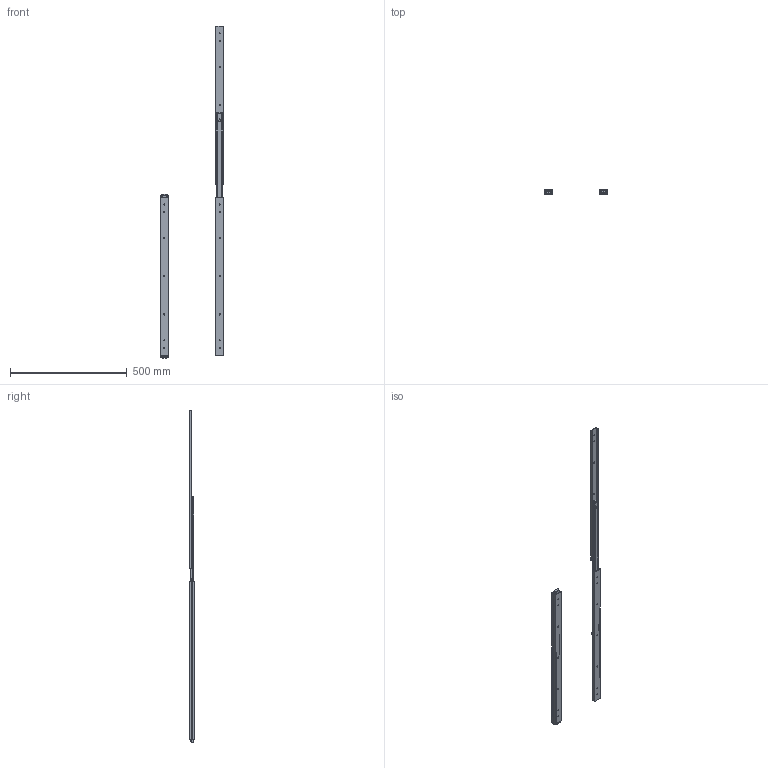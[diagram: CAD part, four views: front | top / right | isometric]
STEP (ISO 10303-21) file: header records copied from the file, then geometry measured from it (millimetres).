
FILE_DESCRIPTION((''),'2;1');
FILE_NAME('3630-0070.stp','2008-10-24T11:36:34',('jtaylor'),(''),'Autodesk Inventor 2009','Autodesk Inventor 2009','');
FILE_SCHEMA(('AUTOMOTIVE_DESIGN { 1 0 10303 214 1 1 1 1 }'));
Length unit declared in the file: millimetre
Products named in the file (4): 3630-0070; 3630-0070 OM; 3630-0070 IM; 3630-Rollers
Assembly tree (12 placements, depth 2):
  3630-0070
    3630-0070 OM  x4
    3630-0070 IM  x4
    3630-Rollers  x4
Bounding box: 272.8 x 21.6 x 1421 mm (x, y, z)
Volume: 491983.8 mm3; surface area: 505008.8 mm2
Topology: 12 solids, 12 shells, 276 faces, 728 edges, 484 vertices
Faces by surface type: plane 180, cylinder 88, bspline 8
Full cylindrical faces by diameter (mm): 1 x8, 2.5 x8, 2.6 x4, 4 x4, 4.3 x16, 8 x8, 9 x4
Entity records: 2284 total; most frequent: CARTESIAN_POINT 397, DIRECTION 378, ORIENTED_EDGE 324, EDGE_CURVE 162, AXIS2_PLACEMENT_3D 133, VERTEX_POINT 116, EDGE_LOOP 114, VECTOR 112
